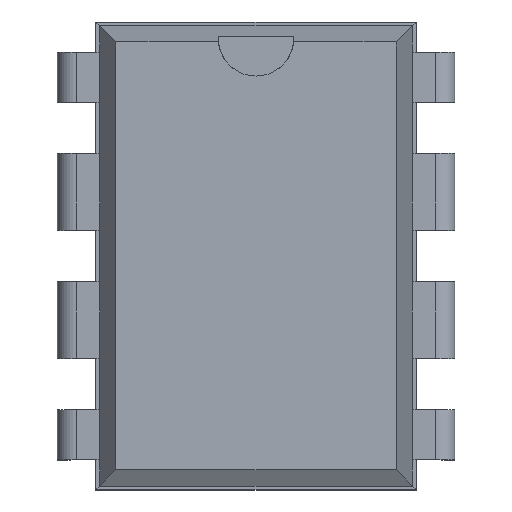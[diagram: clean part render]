
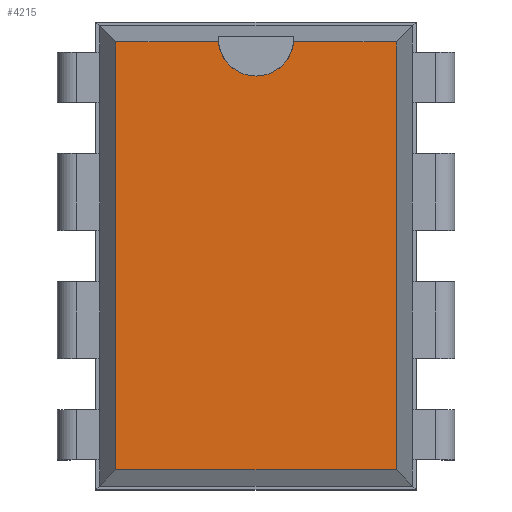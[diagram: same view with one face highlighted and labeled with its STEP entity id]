
A CAD part, top view. The second image highlights one B-rep face of the part: STEP entity #4215.
In plain terms, the highlighted planar face has unit normal (0, 0, 1).
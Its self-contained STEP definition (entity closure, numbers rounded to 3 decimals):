
#2303 = VERTEX_POINT('',#2304);
#2304 = CARTESIAN_POINT('',(6.586,0.426,3.68));
#2309 = EDGE_CURVE('',#2310,#2303,#2312,.T.);
#2310 = VERTEX_POINT('',#2311);
#2311 = CARTESIAN_POINT('',(6.586,-8.046,3.68));
#2312 = LINE('',#2313,#2314);
#2313 = CARTESIAN_POINT('',(6.586,-8.046,3.68));
#2314 = VECTOR('',#2315,1.);
#2315 = DIRECTION('',(0.,1.,0.));
#3069 = VERTEX_POINT('',#3070);
#3070 = CARTESIAN_POINT('',(1.034,0.426,3.68));
#3075 = EDGE_CURVE('',#3076,#3069,#3078,.T.);
#3076 = VERTEX_POINT('',#3077);
#3077 = CARTESIAN_POINT('',(3.064,0.426,3.68));
#3078 = LINE('',#3079,#3080);
#3079 = CARTESIAN_POINT('',(6.586,0.426,3.68));
#3080 = VECTOR('',#3081,1.);
#3081 = DIRECTION('',(-1.,0.,0.));
#3296 = VERTEX_POINT('',#3297);
#3297 = CARTESIAN_POINT('',(4.556,0.426,3.68));
#3401 = EDGE_CURVE('',#2303,#3296,#3402,.T.);
#3402 = LINE('',#3403,#3404);
#3403 = CARTESIAN_POINT('',(6.586,0.426,3.68));
#3404 = VECTOR('',#3405,1.);
#3405 = DIRECTION('',(-1.,0.,0.));
#3445 = VERTEX_POINT('',#3446);
#3446 = CARTESIAN_POINT('',(1.034,-8.046,3.68));
#3451 = EDGE_CURVE('',#3069,#3445,#3452,.T.);
#3452 = LINE('',#3453,#3454);
#3453 = CARTESIAN_POINT('',(1.034,0.426,3.68));
#3454 = VECTOR('',#3455,1.);
#3455 = DIRECTION('',(0.,-1.,0.));
#4204 = EDGE_CURVE('',#3445,#2310,#4205,.T.);
#4205 = LINE('',#4206,#4207);
#4206 = CARTESIAN_POINT('',(1.034,-8.046,3.68));
#4207 = VECTOR('',#4208,1.);
#4208 = DIRECTION('',(1.,0.,0.));
#4215 = ADVANCED_FACE('',(#4216),#4239,.F.);
#4216 = FACE_BOUND('',#4217,.F.);
#4217 = EDGE_LOOP('',(#4218,#4219,#4220,#4221,#4222,#4231,#4238));
#4218 = ORIENTED_EDGE('',*,*,#2309,.F.);
#4219 = ORIENTED_EDGE('',*,*,#4204,.F.);
#4220 = ORIENTED_EDGE('',*,*,#3451,.F.);
#4221 = ORIENTED_EDGE('',*,*,#3075,.F.);
#4222 = ORIENTED_EDGE('',*,*,#4223,.F.);
#4223 = EDGE_CURVE('',#4224,#3076,#4226,.T.);
#4224 = VERTEX_POINT('',#4225);
#4225 = CARTESIAN_POINT('',(3.81,-0.249,3.68));
#4226 = CIRCLE('',#4227,0.75);
#4227 = AXIS2_PLACEMENT_3D('',#4228,#4229,#4230);
#4228 = CARTESIAN_POINT('',(3.81,0.501,3.68));
#4229 = DIRECTION('',(0.,0.,-1.));
#4230 = DIRECTION('',(0.,-1.,0.));
#4231 = ORIENTED_EDGE('',*,*,#4232,.F.);
#4232 = EDGE_CURVE('',#3296,#4224,#4233,.T.);
#4233 = CIRCLE('',#4234,0.75);
#4234 = AXIS2_PLACEMENT_3D('',#4235,#4236,#4237);
#4235 = CARTESIAN_POINT('',(3.81,0.501,3.68));
#4236 = DIRECTION('',(0.,0.,-1.));
#4237 = DIRECTION('',(0.,-1.,0.));
#4238 = ORIENTED_EDGE('',*,*,#3401,.F.);
#4239 = PLANE('',#4240);
#4240 = AXIS2_PLACEMENT_3D('',#4241,#4242,#4243);
#4241 = CARTESIAN_POINT('',(6.586,-8.046,3.68));
#4242 = DIRECTION('',(0.,0.,-1.));
#4243 = DIRECTION('',(-0.548,0.836,0.));
